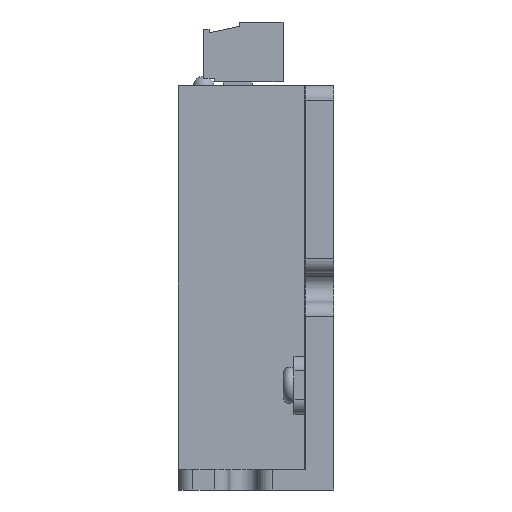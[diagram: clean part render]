
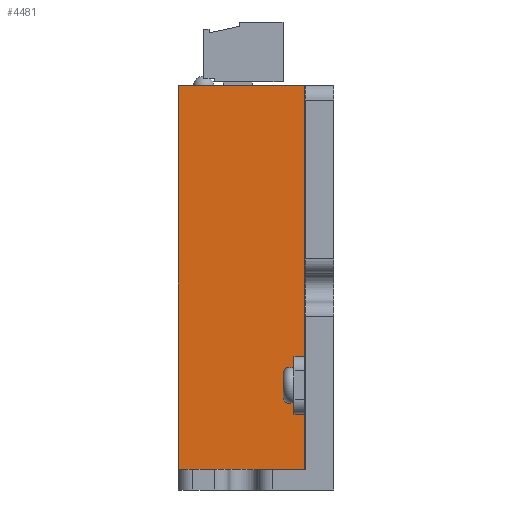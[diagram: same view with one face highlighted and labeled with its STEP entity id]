
A CAD part, left-side view. The second image highlights one B-rep face of the part: STEP entity #4481.
In plain terms, the highlighted planar face has unit normal (-1, 0, 0).
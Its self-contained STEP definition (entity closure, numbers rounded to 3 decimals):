
#1160 = DIRECTION ( 'NONE',  ( 0., 0., -1. ) ) ;
#1229 = DIRECTION ( 'NONE',  ( 0., 0., 1. ) ) ;
#1467 = DIRECTION ( 'NONE',  ( 1., 0., 0. ) ) ;
#1879 = VECTOR ( 'NONE', #16277, 1000. ) ;
#1883 = VERTEX_POINT ( 'NONE', #30387 ) ;
#2823 = VERTEX_POINT ( 'NONE', #36827 ) ;
#2945 = EDGE_CURVE ( 'NONE', #1883, #12129, #38559, .T. ) ;
#2973 = DIRECTION ( 'NONE',  ( 0., -1., 0. ) ) ;
#3088 = DIRECTION ( 'NONE',  ( 0., 0., -1. ) ) ;
#3556 = LINE ( 'NONE', #29757, #3999 ) ;
#3999 = VECTOR ( 'NONE', #3088, 1000. ) ;
#4481 = ADVANCED_FACE ( 'NONE', ( #17948 ), #16623, .F. ) ;
#4794 = EDGE_CURVE ( 'NONE', #14402, #24023, #29200, .T. ) ;
#4847 = VECTOR ( 'NONE', #13609, 1000. ) ;
#4854 = VECTOR ( 'NONE', #21542, 1000. ) ;
#5694 = CARTESIAN_POINT ( 'NONE',  ( -36.95, 112.528, 56. ) ) ;
#5753 = ORIENTED_EDGE ( 'NONE', *, *, #33408, .T. ) ;
#7601 = CARTESIAN_POINT ( 'NONE',  ( -36.95, 4., 10.5 ) ) ;
#7961 = VERTEX_POINT ( 'NONE', #14024 ) ;
#7988 = EDGE_CURVE ( 'NONE', #14402, #2823, #3556, .T. ) ;
#8466 = ORIENTED_EDGE ( 'NONE', *, *, #25778, .T. ) ;
#10321 = VECTOR ( 'NONE', #26763, 1000. ) ;
#10325 = CARTESIAN_POINT ( 'NONE',  ( -36.95, 4., 18.5 ) ) ;
#10788 = ORIENTED_EDGE ( 'NONE', *, *, #7988, .F. ) ;
#11929 = CARTESIAN_POINT ( 'NONE',  ( -36.95, 5.5, 10.5 ) ) ;
#12129 = VERTEX_POINT ( 'NONE', #7601 ) ;
#12860 = CARTESIAN_POINT ( 'NONE',  ( -36.95, 112.528, 2.85 ) ) ;
#13045 = LINE ( 'NONE', #12860, #1879 ) ;
#13230 = VECTOR ( 'NONE', #35390, 1000. ) ;
#13609 = DIRECTION ( 'NONE',  ( 0., 0., 1. ) ) ;
#13818 = LINE ( 'NONE', #36070, #21765 ) ;
#14010 = EDGE_LOOP ( 'NONE', ( #26254, #10788, #29612, #30605, #25795, #14304, #8466, #5753, #32717, #37928 ) ) ;
#14024 = CARTESIAN_POINT ( 'NONE',  ( -36.95, 4., 55.95 ) ) ;
#14106 = VECTOR ( 'NONE', #1229, 1000. ) ;
#14304 = ORIENTED_EDGE ( 'NONE', *, *, #21911, .F. ) ;
#14402 = VERTEX_POINT ( 'NONE', #33239 ) ;
#14713 = CARTESIAN_POINT ( 'NONE',  ( -36.95, 21.5, 56. ) ) ;
#15376 = VERTEX_POINT ( 'NONE', #14713 ) ;
#16277 = DIRECTION ( 'NONE',  ( 0., -1., 0. ) ) ;
#16559 = CARTESIAN_POINT ( 'NONE',  ( -36.95, 21.5, 2.85 ) ) ;
#16623 = PLANE ( 'NONE',  #28745 ) ;
#16861 = EDGE_CURVE ( 'NONE', #2823, #12129, #18289, .T. ) ;
#16882 = CARTESIAN_POINT ( 'NONE',  ( -36.95, 4., 2.85 ) ) ;
#16966 = VERTEX_POINT ( 'NONE', #36176 ) ;
#17577 = VECTOR ( 'NONE', #1160, 1000. ) ;
#17948 = FACE_OUTER_BOUND ( 'NONE', #14010, .T. ) ;
#18289 = LINE ( 'NONE', #11929, #10321 ) ;
#18310 = VERTEX_POINT ( 'NONE', #35215 ) ;
#18964 = VERTEX_POINT ( 'NONE', #16559 ) ;
#20224 = EDGE_CURVE ( 'NONE', #7961, #18310, #32962, .T. ) ;
#21335 = LINE ( 'NONE', #27997, #17577 ) ;
#21542 = DIRECTION ( 'NONE',  ( 0., -1., 0. ) ) ;
#21765 = VECTOR ( 'NONE', #26923, 1000. ) ;
#21911 = EDGE_CURVE ( 'NONE', #15376, #18310, #22798, .T. ) ;
#22798 = LINE ( 'NONE', #5694, #36398 ) ;
#23342 = CARTESIAN_POINT ( 'NONE',  ( -36.95, 4., 2.85 ) ) ;
#24023 = VERTEX_POINT ( 'NONE', #10325 ) ;
#24442 = CARTESIAN_POINT ( 'NONE',  ( -36.95, 5.5, 18.5 ) ) ;
#25537 = CARTESIAN_POINT ( 'NONE',  ( -36.95, 112.528, 2.85 ) ) ;
#25778 = EDGE_CURVE ( 'NONE', #15376, #18964, #21335, .T. ) ;
#25795 = ORIENTED_EDGE ( 'NONE', *, *, #20224, .T. ) ;
#26254 = ORIENTED_EDGE ( 'NONE', *, *, #16861, .F. ) ;
#26763 = DIRECTION ( 'NONE',  ( 0., -1., 0. ) ) ;
#26800 = LINE ( 'NONE', #28191, #14106 ) ;
#26923 = DIRECTION ( 'NONE',  ( 0., -1., 0. ) ) ;
#27997 = CARTESIAN_POINT ( 'NONE',  ( -36.95, 21.5, 2.85 ) ) ;
#28191 = CARTESIAN_POINT ( 'NONE',  ( -36.95, 4., 2.85 ) ) ;
#28745 = AXIS2_PLACEMENT_3D ( 'NONE', #25537, #1467, #34696 ) ;
#29200 = LINE ( 'NONE', #24442, #4854 ) ;
#29612 = ORIENTED_EDGE ( 'NONE', *, *, #4794, .T. ) ;
#29757 = CARTESIAN_POINT ( 'NONE',  ( -36.95, 5.5, 10.5 ) ) ;
#30387 = CARTESIAN_POINT ( 'NONE',  ( -36.95, 4., 2.85 ) ) ;
#30605 = ORIENTED_EDGE ( 'NONE', *, *, #30763, .T. ) ;
#30763 = EDGE_CURVE ( 'NONE', #24023, #7961, #26800, .T. ) ;
#32717 = ORIENTED_EDGE ( 'NONE', *, *, #36368, .T. ) ;
#32962 = LINE ( 'NONE', #23342, #13230 ) ;
#33239 = CARTESIAN_POINT ( 'NONE',  ( -36.95, 5.5, 18.5 ) ) ;
#33408 = EDGE_CURVE ( 'NONE', #18964, #16966, #13818, .T. ) ;
#34696 = DIRECTION ( 'NONE',  ( 0., 0., -1. ) ) ;
#35215 = CARTESIAN_POINT ( 'NONE',  ( -36.95, 4., 56. ) ) ;
#35390 = DIRECTION ( 'NONE',  ( 0., 0., 1. ) ) ;
#36070 = CARTESIAN_POINT ( 'NONE',  ( -36.95, 112.528, 2.85 ) ) ;
#36176 = CARTESIAN_POINT ( 'NONE',  ( -36.95, 21.45, 2.85 ) ) ;
#36368 = EDGE_CURVE ( 'NONE', #16966, #1883, #13045, .T. ) ;
#36398 = VECTOR ( 'NONE', #2973, 1000. ) ;
#36827 = CARTESIAN_POINT ( 'NONE',  ( -36.95, 5.5, 10.5 ) ) ;
#37928 = ORIENTED_EDGE ( 'NONE', *, *, #2945, .T. ) ;
#38559 = LINE ( 'NONE', #16882, #4847 ) ;
